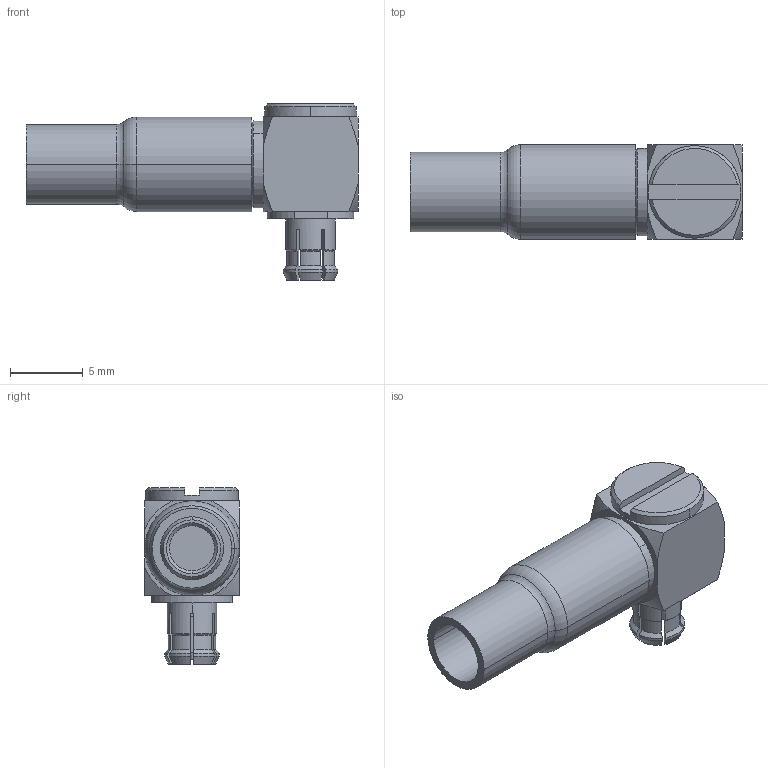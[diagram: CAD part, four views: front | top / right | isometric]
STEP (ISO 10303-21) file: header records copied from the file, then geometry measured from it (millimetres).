
FILE_DESCRIPTION((''),'2;1');
FILE_NAME('919-416P-71A12G','2019-09-06T',('Vijayaragavan'),(''),'CREO PARAMETRIC BY PTC INC, 2018360','CREO PARAMETRIC BY PTC INC, 2018360','');
FILE_SCHEMA(('CONFIG_CONTROL_DESIGN'));
Length unit declared in the file: millimetre
Products named in the file (1): 919-416P-71A12G
Bounding box: 22.77 x 6.5 x 12.1 mm (x, y, z)
Volume: 670.1 mm3; surface area: 827.8 mm2
Topology: 1 solids, 1 shells, 141 faces, 358 edges, 228 vertices
Faces by surface type: cylinder 46, plane 45, cone 42, torus 8
Entity records: 4510 total; most frequent: CARTESIAN_POINT 1069, DIRECTION 722, ORIENTED_EDGE 716, EDGE_CURVE 358, AXIS2_PLACEMENT_3D 291, VERTEX_POINT 228, EDGE_LOOP 150, CIRCLE 150
